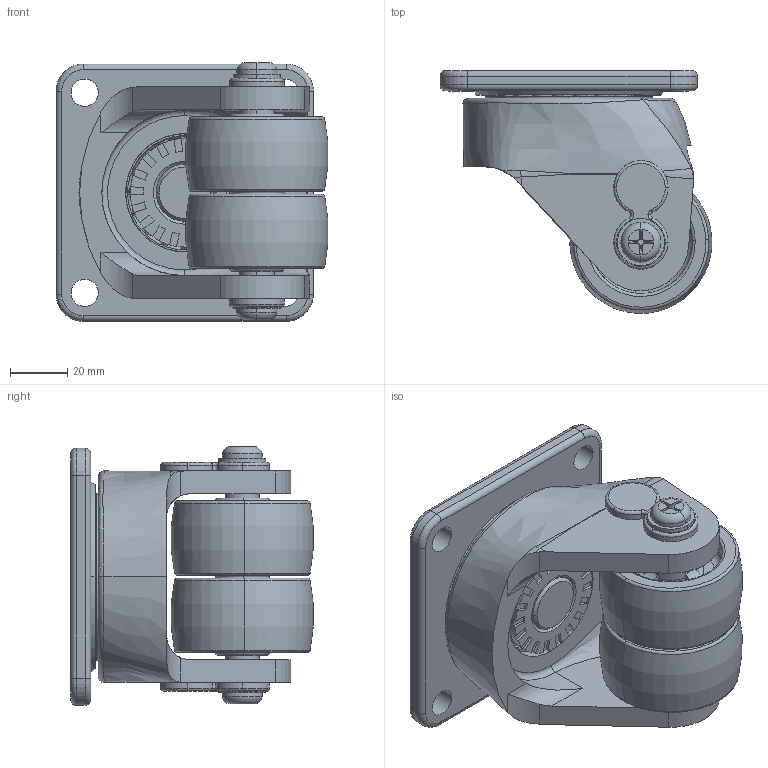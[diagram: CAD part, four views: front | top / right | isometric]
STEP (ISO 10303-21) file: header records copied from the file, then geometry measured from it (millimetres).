
FILE_DESCRIPTION (( 'STEP AP203' ), '1' );
FILE_NAME ('ACMT-600F.STEP', '2015-09-10T03:15:54', ( 'WON SINCHUL' ), ( 'Hewlett-Packard Company' ), 'SwSTEP 2.0', 'SolidWorks 2015', '' );
FILE_SCHEMA (( 'CONFIG_CONTROL_DESIGN' ));
Length unit declared in the file: millimetre
Products named in the file (1): ACMT-600F
Bounding box: 95.09 x 84.83 x 90.5 mm (x, y, z)
Volume: 257065.2 mm3; surface area: 87475.5 mm2
Topology: 39 solids, 39 shells, 804 faces, 2149 edges, 1407 vertices
Faces by surface type: plane 364, cylinder 153, torus 114, bspline 99, sphere 60, cone 14
Entity records: 30997 total; most frequent: CARTESIAN_POINT 12209, ORIENTED_EDGE 3994, DIRECTION 3684, EDGE_CURVE 1997, AXIS2_PLACEMENT_3D 1345, VERTEX_POINT 1317, VECTOR 994, LINE 994
